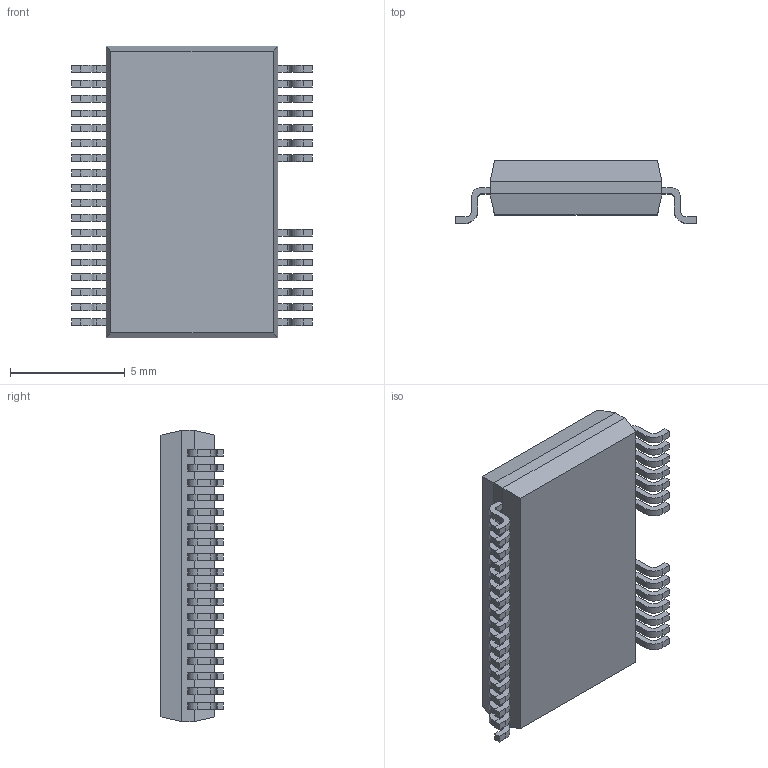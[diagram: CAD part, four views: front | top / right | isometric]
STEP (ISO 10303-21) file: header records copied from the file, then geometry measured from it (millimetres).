
FILE_DESCRIPTION (( 'STEP AP214' ), '1' );
FILE_NAME ('774357F9-020A-4229-8B11-AC14FBAAA1F5.STEP', '2023-03-15T08:58:31', ( '' ), ( '' ), 'SwSTEP 2.0', 'SolidWorks 2022', '' );
FILE_SCHEMA (( 'AUTOMOTIVE_DESIGN' ));
Length unit declared in the file: millimetre
Products named in the file (1): 774357F9-020A-4229-8B11-AC14FBAAA1F5
Bounding box: 10.5 x 2.75 x 12.7 mm (x, y, z)
Volume: 223.7 mm3; surface area: 381.1 mm2
Topology: 33 solids, 33 shells, 848 faces, 2258 edges, 1503 vertices
Faces by surface type: plane 556, bspline 162, cylinder 128, sphere 2
Entity records: 33995 total; most frequent: CARTESIAN_POINT 13140, ORIENTED_EDGE 4516, DIRECTION 3568, EDGE_CURVE 2258, VECTOR 1674, LINE 1674, VERTEX_POINT 1503, AXIS2_PLACEMENT_3D 947
